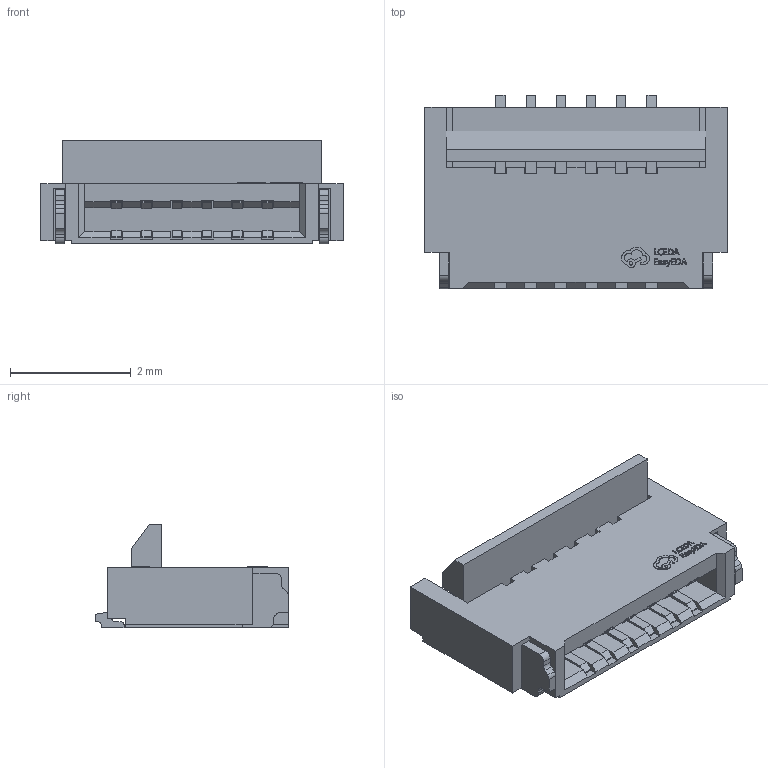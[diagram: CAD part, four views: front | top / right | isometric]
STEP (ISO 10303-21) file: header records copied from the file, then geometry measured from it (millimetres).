
FILE_DESCRIPTION (( 'STEP AP214' ), '1' );
FILE_NAME ('FFC-SMD_6P-P0.50_F0504-H-06-10G-R.step', '2022-06-24T02:09:10', ( '' ), ( '' ), 'SwSTEP 2.0', 'SolidWorks 2020', '' );
FILE_SCHEMA (( 'AUTOMOTIVE_DESIGN' ));
Length unit declared in the file: millimetre
Products named in the file (1): FFC-SMD_6P-P0.50_F0504-H-06-10G-R
Bounding box: 5 x 3.21 x 1.72 mm (x, y, z)
Volume: 10.6 mm3; surface area: 97.9 mm2
Topology: 3 solids, 3 shells, 656 faces, 1886 edges, 1272 vertices
Faces by surface type: plane 526, bspline 98, cylinder 32
Entity records: 29167 total; most frequent: CARTESIAN_POINT 5317, ORIENTED_EDGE 3772, DIRECTION 2854, EDGE_CURVE 1886, VECTOR 1608, LINE 1608, VERTEX_POINT 1272, EDGE_LOOP 706
